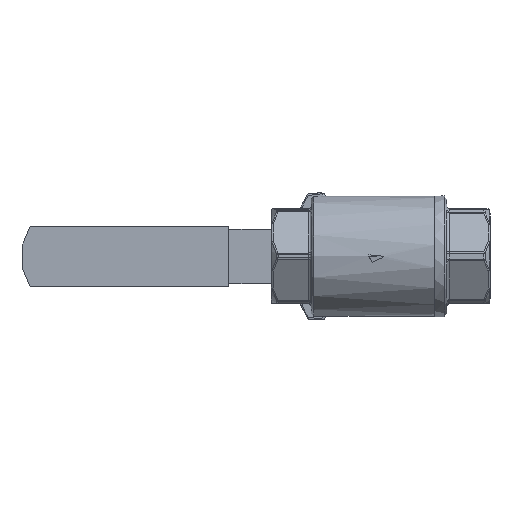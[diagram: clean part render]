
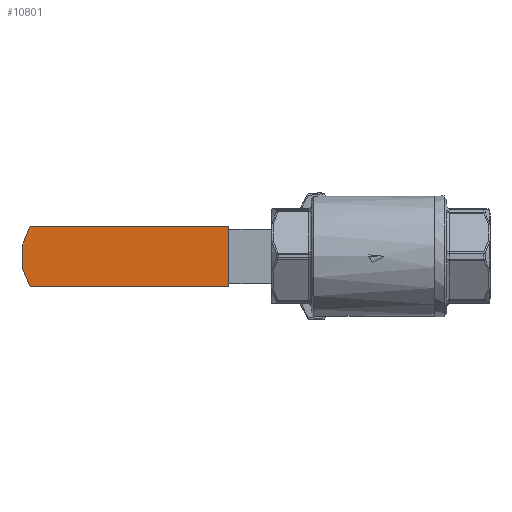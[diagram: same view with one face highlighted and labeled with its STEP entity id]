
A CAD part, top view. The second image highlights one B-rep face of the part: STEP entity #10801.
In plain terms, the highlighted planar face has unit normal (0, 0, 1).
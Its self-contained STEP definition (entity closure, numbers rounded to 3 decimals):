
#1761=FACE_OUTER_BOUND('',#2513,.T.);
#2513=EDGE_LOOP('',(#9622,#9623,#9624,#9625));
#3104=CIRCLE('',#11851,19.2);
#3575=LINE('',#39970,#4099);
#3582=LINE('',#39983,#4106);
#3583=LINE('',#39986,#4107);
#4099=VECTOR('',#14319,21.2);
#4106=VECTOR('',#14328,70.);
#4107=VECTOR('',#14331,70.);
#5063=VERTEX_POINT('',#39968);
#5064=VERTEX_POINT('',#39969);
#5069=VERTEX_POINT('',#39982);
#5070=VERTEX_POINT('',#39984);
#6603=EDGE_CURVE('',#5063,#5064,#3575,.T.);
#6610=EDGE_CURVE('',#5069,#5063,#3582,.T.);
#6611=EDGE_CURVE('',#5070,#5069,#3104,.T.);
#6612=EDGE_CURVE('',#5064,#5070,#3583,.T.);
#9622=ORIENTED_EDGE('',*,*,#6603,.F.);
#9623=ORIENTED_EDGE('',*,*,#6610,.F.);
#9624=ORIENTED_EDGE('',*,*,#6611,.F.);
#9625=ORIENTED_EDGE('',*,*,#6612,.F.);
#10148=PLANE('',#11850);
#10801=ADVANCED_FACE('',(#1761),#10148,.F.);
#11850=AXIS2_PLACEMENT_3D('',#39981,#14326,#14327);
#11851=AXIS2_PLACEMENT_3D('',#39985,#14329,#14330);
#14319=DIRECTION('',(0.,-1.,0.));
#14326=DIRECTION('center_axis',(0.,0.,-1.));
#14327=DIRECTION('ref_axis',(-1.,0.,0.));
#14328=DIRECTION('',(1.,0.,0.));
#14329=DIRECTION('center_axis',(0.,0.,-1.));
#14330=DIRECTION('ref_axis',(-0.834,-0.552,0.));
#14331=DIRECTION('',(-1.,0.,0.));
#39968=CARTESIAN_POINT('',(-14.102,73.7,-16.25));
#39969=CARTESIAN_POINT('',(-14.102,52.5,-16.25));
#39970=CARTESIAN_POINT('',(-14.102,73.7,-16.25));
#39981=CARTESIAN_POINT('Origin',(37.707,63.1,-16.25));
#39982=CARTESIAN_POINT('',(-84.102,73.7,-16.25));
#39983=CARTESIAN_POINT('',(-84.102,73.7,-16.25));
#39984=CARTESIAN_POINT('',(-84.102,52.5,-16.25));
#39985=CARTESIAN_POINT('Origin',(-68.093,63.1,-16.25));
#39986=CARTESIAN_POINT('',(-14.102,52.5,-16.25));
